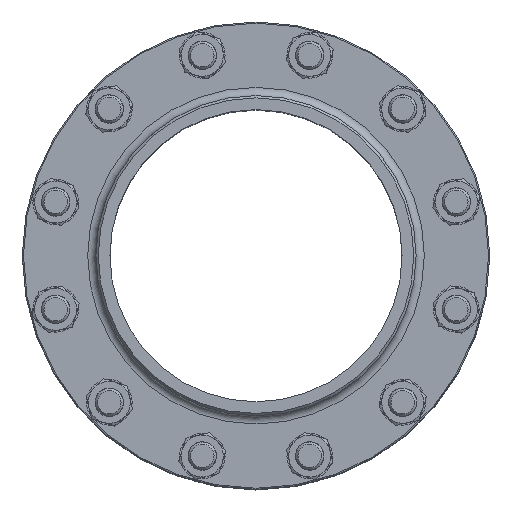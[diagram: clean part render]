
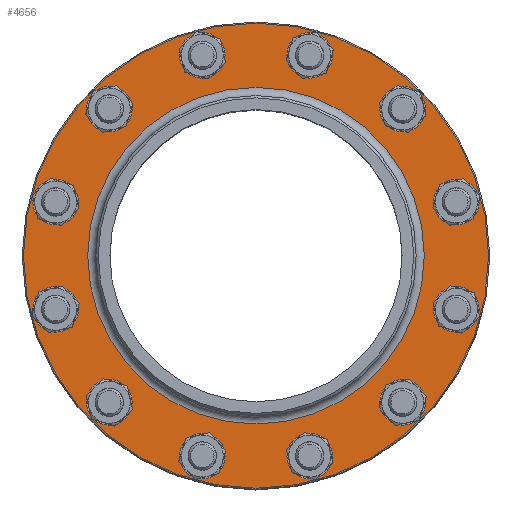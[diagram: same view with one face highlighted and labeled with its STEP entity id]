
A CAD part, top view. The second image highlights one B-rep face of the part: STEP entity #4656.
In plain terms, the highlighted face is planar.
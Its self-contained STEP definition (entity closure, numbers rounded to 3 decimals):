
#664=FACE_BOUND('',#1277,.T.);
#665=FACE_BOUND('',#1278,.T.);
#666=FACE_BOUND('',#1279,.T.);
#667=FACE_BOUND('',#1280,.T.);
#668=FACE_BOUND('',#1281,.T.);
#669=FACE_BOUND('',#1282,.T.);
#670=FACE_BOUND('',#1283,.T.);
#671=FACE_BOUND('',#1284,.T.);
#672=FACE_BOUND('',#1285,.T.);
#673=FACE_BOUND('',#1286,.T.);
#674=FACE_BOUND('',#1287,.T.);
#675=FACE_BOUND('',#1288,.T.);
#676=FACE_BOUND('',#1289,.T.);
#745=PLANE('',#5137);
#959=FACE_OUTER_BOUND('',#1276,.T.);
#1276=EDGE_LOOP('',(#3727));
#1277=EDGE_LOOP('',(#3728));
#1278=EDGE_LOOP('',(#3729));
#1279=EDGE_LOOP('',(#3730));
#1280=EDGE_LOOP('',(#3731));
#1281=EDGE_LOOP('',(#3732));
#1282=EDGE_LOOP('',(#3733));
#1283=EDGE_LOOP('',(#3734));
#1284=EDGE_LOOP('',(#3735));
#1285=EDGE_LOOP('',(#3736));
#1286=EDGE_LOOP('',(#3737));
#1287=EDGE_LOOP('',(#3738));
#1288=EDGE_LOOP('',(#3739));
#1289=EDGE_LOOP('',(#3740));
#2073=CIRCLE('',#5135,199.);
#2075=CIRCLE('',#5138,144.);
#2076=CIRCLE('',#5139,12.5);
#2077=CIRCLE('',#5140,12.5);
#2078=CIRCLE('',#5141,12.5);
#2079=CIRCLE('',#5142,12.5);
#2080=CIRCLE('',#5143,12.5);
#2081=CIRCLE('',#5144,12.5);
#2082=CIRCLE('',#5145,12.5);
#2083=CIRCLE('',#5146,12.5);
#2084=CIRCLE('',#5147,12.5);
#2085=CIRCLE('',#5148,12.5);
#2086=CIRCLE('',#5149,12.5);
#2087=CIRCLE('',#5150,12.5);
#2439=VERTEX_POINT('',#8053);
#2440=VERTEX_POINT('',#8057);
#2441=VERTEX_POINT('',#8059);
#2442=VERTEX_POINT('',#8061);
#2443=VERTEX_POINT('',#8063);
#2444=VERTEX_POINT('',#8065);
#2445=VERTEX_POINT('',#8067);
#2446=VERTEX_POINT('',#8069);
#2447=VERTEX_POINT('',#8071);
#2448=VERTEX_POINT('',#8073);
#2449=VERTEX_POINT('',#8075);
#2450=VERTEX_POINT('',#8077);
#2451=VERTEX_POINT('',#8079);
#2452=VERTEX_POINT('',#8081);
#2903=EDGE_CURVE('',#2439,#2439,#2073,.T.);
#2905=EDGE_CURVE('',#2440,#2440,#2075,.T.);
#2906=EDGE_CURVE('',#2441,#2441,#2076,.T.);
#2907=EDGE_CURVE('',#2442,#2442,#2077,.T.);
#2908=EDGE_CURVE('',#2443,#2443,#2078,.T.);
#2909=EDGE_CURVE('',#2444,#2444,#2079,.T.);
#2910=EDGE_CURVE('',#2445,#2445,#2080,.T.);
#2911=EDGE_CURVE('',#2446,#2446,#2081,.T.);
#2912=EDGE_CURVE('',#2447,#2447,#2082,.T.);
#2913=EDGE_CURVE('',#2448,#2448,#2083,.T.);
#2914=EDGE_CURVE('',#2449,#2449,#2084,.T.);
#2915=EDGE_CURVE('',#2450,#2450,#2085,.T.);
#2916=EDGE_CURVE('',#2451,#2451,#2086,.T.);
#2917=EDGE_CURVE('',#2452,#2452,#2087,.T.);
#3727=ORIENTED_EDGE('',*,*,#2903,.F.);
#3728=ORIENTED_EDGE('',*,*,#2905,.F.);
#3729=ORIENTED_EDGE('',*,*,#2906,.T.);
#3730=ORIENTED_EDGE('',*,*,#2907,.T.);
#3731=ORIENTED_EDGE('',*,*,#2908,.T.);
#3732=ORIENTED_EDGE('',*,*,#2909,.T.);
#3733=ORIENTED_EDGE('',*,*,#2910,.T.);
#3734=ORIENTED_EDGE('',*,*,#2911,.T.);
#3735=ORIENTED_EDGE('',*,*,#2912,.T.);
#3736=ORIENTED_EDGE('',*,*,#2913,.T.);
#3737=ORIENTED_EDGE('',*,*,#2914,.T.);
#3738=ORIENTED_EDGE('',*,*,#2915,.T.);
#3739=ORIENTED_EDGE('',*,*,#2916,.T.);
#3740=ORIENTED_EDGE('',*,*,#2917,.T.);
#4656=ADVANCED_FACE('',(#959,#664,#665,#666,#667,#668,#669,#670,#671,#672,
#673,#674,#675,#676),#745,.F.);
#5135=AXIS2_PLACEMENT_3D('',#8054,#6104,#6105);
#5137=AXIS2_PLACEMENT_3D('',#8056,#6108,#6109);
#5138=AXIS2_PLACEMENT_3D('',#8058,#6110,#6111);
#5139=AXIS2_PLACEMENT_3D('',#8060,#6112,#6113);
#5140=AXIS2_PLACEMENT_3D('',#8062,#6114,#6115);
#5141=AXIS2_PLACEMENT_3D('',#8064,#6116,#6117);
#5142=AXIS2_PLACEMENT_3D('',#8066,#6118,#6119);
#5143=AXIS2_PLACEMENT_3D('',#8068,#6120,#6121);
#5144=AXIS2_PLACEMENT_3D('',#8070,#6122,#6123);
#5145=AXIS2_PLACEMENT_3D('',#8072,#6124,#6125);
#5146=AXIS2_PLACEMENT_3D('',#8074,#6126,#6127);
#5147=AXIS2_PLACEMENT_3D('',#8076,#6128,#6129);
#5148=AXIS2_PLACEMENT_3D('',#8078,#6130,#6131);
#5149=AXIS2_PLACEMENT_3D('',#8080,#6132,#6133);
#5150=AXIS2_PLACEMENT_3D('',#8082,#6134,#6135);
#6104=DIRECTION('center_axis',(0.,1.,0.));
#6105=DIRECTION('ref_axis',(1.,0.,0.));
#6108=DIRECTION('center_axis',(0.,1.,0.));
#6109=DIRECTION('ref_axis',(0.,0.,1.));
#6110=DIRECTION('center_axis',(0.,-1.,0.));
#6111=DIRECTION('ref_axis',(-1.,0.,0.));
#6112=DIRECTION('center_axis',(0.,1.,0.));
#6113=DIRECTION('ref_axis',(1.,0.,0.));
#6114=DIRECTION('center_axis',(0.,1.,0.));
#6115=DIRECTION('ref_axis',(1.,0.,0.));
#6116=DIRECTION('center_axis',(0.,1.,0.));
#6117=DIRECTION('ref_axis',(1.,0.,0.));
#6118=DIRECTION('center_axis',(0.,1.,0.));
#6119=DIRECTION('ref_axis',(1.,0.,0.));
#6120=DIRECTION('center_axis',(0.,1.,0.));
#6121=DIRECTION('ref_axis',(1.,0.,0.));
#6122=DIRECTION('center_axis',(0.,1.,0.));
#6123=DIRECTION('ref_axis',(1.,0.,0.));
#6124=DIRECTION('center_axis',(0.,1.,0.));
#6125=DIRECTION('ref_axis',(1.,0.,0.));
#6126=DIRECTION('center_axis',(0.,1.,0.));
#6127=DIRECTION('ref_axis',(1.,0.,0.));
#6128=DIRECTION('center_axis',(0.,1.,0.));
#6129=DIRECTION('ref_axis',(1.,0.,0.));
#6130=DIRECTION('center_axis',(0.,1.,0.));
#6131=DIRECTION('ref_axis',(1.,0.,0.));
#6132=DIRECTION('center_axis',(0.,1.,0.));
#6133=DIRECTION('ref_axis',(1.,0.,0.));
#6134=DIRECTION('center_axis',(0.,1.,0.));
#6135=DIRECTION('ref_axis',(1.,0.,0.));
#8053=CARTESIAN_POINT('',(0.,-140.,199.));
#8054=CARTESIAN_POINT('Origin',(0.,-140.,0.));
#8056=CARTESIAN_POINT('Origin',(0.,-140.,0.));
#8057=CARTESIAN_POINT('',(0.,-140.,-144.));
#8058=CARTESIAN_POINT('Origin',(0.,-140.,0.));
#8059=CARTESIAN_POINT('',(-138.011,-140.,-125.511));
#8060=CARTESIAN_POINT('Origin',(-125.511,-140.,-125.511));
#8061=CARTESIAN_POINT('',(-183.952,-140.,-45.94));
#8062=CARTESIAN_POINT('Origin',(-171.452,-140.,-45.94));
#8063=CARTESIAN_POINT('',(-183.952,-140.,45.94));
#8064=CARTESIAN_POINT('Origin',(-171.452,-140.,45.94));
#8065=CARTESIAN_POINT('',(-138.011,-140.,125.511));
#8066=CARTESIAN_POINT('Origin',(-125.511,-140.,125.511));
#8067=CARTESIAN_POINT('',(-58.44,-140.,171.452));
#8068=CARTESIAN_POINT('Origin',(-45.94,-140.,171.452));
#8069=CARTESIAN_POINT('',(33.44,-140.,171.452));
#8070=CARTESIAN_POINT('Origin',(45.94,-140.,171.452));
#8071=CARTESIAN_POINT('',(113.011,-140.,125.511));
#8072=CARTESIAN_POINT('Origin',(125.511,-140.,125.511));
#8073=CARTESIAN_POINT('',(158.952,-140.,45.94));
#8074=CARTESIAN_POINT('Origin',(171.452,-140.,45.94));
#8075=CARTESIAN_POINT('',(158.952,-140.,-45.94));
#8076=CARTESIAN_POINT('Origin',(171.452,-140.,-45.94));
#8077=CARTESIAN_POINT('',(113.011,-140.,-125.511));
#8078=CARTESIAN_POINT('Origin',(125.511,-140.,-125.511));
#8079=CARTESIAN_POINT('',(33.44,-140.,-171.452));
#8080=CARTESIAN_POINT('Origin',(45.94,-140.,-171.452));
#8081=CARTESIAN_POINT('',(-58.44,-140.,-171.452));
#8082=CARTESIAN_POINT('Origin',(-45.94,-140.,-171.452));
